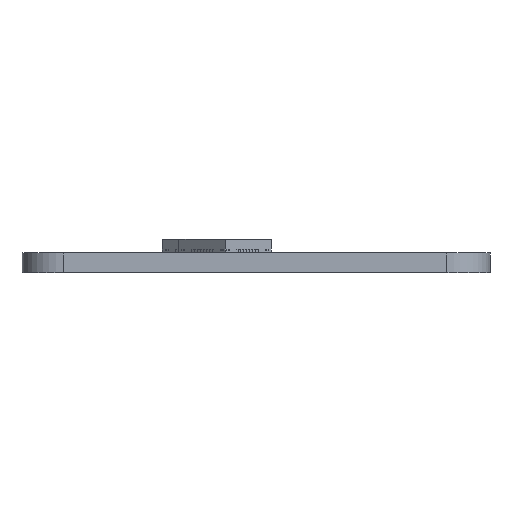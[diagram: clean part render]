
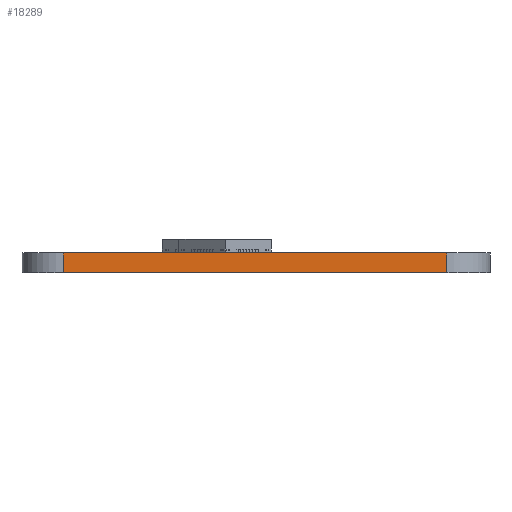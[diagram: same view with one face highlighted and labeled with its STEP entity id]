
A CAD part, front view. The second image highlights one B-rep face of the part: STEP entity #18289.
In plain terms, the highlighted planar face has unit normal (0.001, -1, 0).
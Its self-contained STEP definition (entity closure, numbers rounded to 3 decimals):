
#14242 = PLANE('',#14243);
#14243 = AXIS2_PLACEMENT_3D('',#14244,#14245,#14246);
#14244 = CARTESIAN_POINT('',(173.038,-133.407,1.2));
#14245 = DIRECTION('',(-0.,-0.,-1.));
#14246 = DIRECTION('',(-1.,0.,0.));
#14270 = CYLINDRICAL_SURFACE('',#14271,2.544);
#14271 = AXIS2_PLACEMENT_3D('',#14272,#14273,#14274);
#14272 = CARTESIAN_POINT('',(184.892,-156.828,0.));
#14273 = DIRECTION('',(-0.,-0.,-1.));
#14274 = DIRECTION('',(1.,0.,-0.));
#14296 = PLANE('',#14297);
#14297 = AXIS2_PLACEMENT_3D('',#14298,#14299,#14300);
#14298 = CARTESIAN_POINT('',(173.038,-133.407,0.));
#14299 = DIRECTION('',(-0.,-0.,-1.));
#14300 = DIRECTION('',(-1.,0.,0.));
#14397 = EDGE_CURVE('',#14398,#14400,#14402,.T.);
#14398 = VERTEX_POINT('',#14399);
#14399 = CARTESIAN_POINT('',(184.785,-159.37,0.));
#14400 = VERTEX_POINT('',#14401);
#14401 = CARTESIAN_POINT('',(184.785,-159.37,1.2));
#14402 = SURFACE_CURVE('',#14403,(#14407,#14414),.PCURVE_S1.);
#14403 = LINE('',#14404,#14405);
#14404 = CARTESIAN_POINT('',(184.785,-159.37,0.));
#14405 = VECTOR('',#14406,1.);
#14406 = DIRECTION('',(0.,0.,1.));
#14407 = PCURVE('',#14270,#14408);
#14408 = DEFINITIONAL_REPRESENTATION('',(#14409),#14413);
#14409 = LINE('',#14410,#14411);
#14410 = CARTESIAN_POINT('',(-4.67,0.));
#14411 = VECTOR('',#14412,1.);
#14412 = DIRECTION('',(-0.,-1.));
#14413 = ( GEOMETRIC_REPRESENTATION_CONTEXT(2) 
PARAMETRIC_REPRESENTATION_CONTEXT() REPRESENTATION_CONTEXT('2D SPACE',''
  ) );
#14414 = PCURVE('',#14415,#14420);
#14415 = PLANE('',#14416);
#14416 = AXIS2_PLACEMENT_3D('',#14417,#14418,#14419);
#14417 = CARTESIAN_POINT('',(184.785,-159.37,0.));
#14418 = DIRECTION('',(0.001,-1.,0.));
#14419 = DIRECTION('',(-1.,-0.001,0.));
#14420 = DEFINITIONAL_REPRESENTATION('',(#14421),#14425);
#14421 = LINE('',#14422,#14423);
#14422 = CARTESIAN_POINT('',(0.,0.));
#14423 = VECTOR('',#14424,1.);
#14424 = DIRECTION('',(0.,-1.));
#14425 = ( GEOMETRIC_REPRESENTATION_CONTEXT(2) 
PARAMETRIC_REPRESENTATION_CONTEXT() REPRESENTATION_CONTEXT('2D SPACE',''
  ) );
#14485 = EDGE_CURVE('',#14398,#14486,#14488,.T.);
#14486 = VERTEX_POINT('',#14487);
#14487 = CARTESIAN_POINT('',(161.29,-159.385,0.));
#14488 = SURFACE_CURVE('',#14489,(#14493,#14500),.PCURVE_S1.);
#14489 = LINE('',#14490,#14491);
#14490 = CARTESIAN_POINT('',(184.785,-159.37,0.));
#14491 = VECTOR('',#14492,1.);
#14492 = DIRECTION('',(-1.,-0.001,0.));
#14493 = PCURVE('',#14296,#14494);
#14494 = DEFINITIONAL_REPRESENTATION('',(#14495),#14499);
#14495 = LINE('',#14496,#14497);
#14496 = CARTESIAN_POINT('',(-11.747,-25.963));
#14497 = VECTOR('',#14498,1.);
#14498 = DIRECTION('',(1.,-0.001));
#14499 = ( GEOMETRIC_REPRESENTATION_CONTEXT(2) 
PARAMETRIC_REPRESENTATION_CONTEXT() REPRESENTATION_CONTEXT('2D SPACE',''
  ) );
#14500 = PCURVE('',#14415,#14501);
#14501 = DEFINITIONAL_REPRESENTATION('',(#14502),#14506);
#14502 = LINE('',#14503,#14504);
#14503 = CARTESIAN_POINT('',(0.,0.));
#14504 = VECTOR('',#14505,1.);
#14505 = DIRECTION('',(1.,0.));
#14506 = ( GEOMETRIC_REPRESENTATION_CONTEXT(2) 
PARAMETRIC_REPRESENTATION_CONTEXT() REPRESENTATION_CONTEXT('2D SPACE',''
  ) );
#14529 = CYLINDRICAL_SURFACE('',#14530,2.54);
#14530 = AXIS2_PLACEMENT_3D('',#14531,#14532,#14533);
#14531 = CARTESIAN_POINT('',(161.29,-156.845,0.));
#14532 = DIRECTION('',(-0.,-0.,-1.));
#14533 = DIRECTION('',(1.,0.,-0.));
#16519 = EDGE_CURVE('',#14400,#16520,#16522,.T.);
#16520 = VERTEX_POINT('',#16521);
#16521 = CARTESIAN_POINT('',(161.29,-159.385,1.2));
#16522 = SURFACE_CURVE('',#16523,(#16527,#16534),.PCURVE_S1.);
#16523 = LINE('',#16524,#16525);
#16524 = CARTESIAN_POINT('',(184.785,-159.37,1.2));
#16525 = VECTOR('',#16526,1.);
#16526 = DIRECTION('',(-1.,-0.001,0.));
#16527 = PCURVE('',#14242,#16528);
#16528 = DEFINITIONAL_REPRESENTATION('',(#16529),#16533);
#16529 = LINE('',#16530,#16531);
#16530 = CARTESIAN_POINT('',(-11.747,-25.963));
#16531 = VECTOR('',#16532,1.);
#16532 = DIRECTION('',(1.,-0.001));
#16533 = ( GEOMETRIC_REPRESENTATION_CONTEXT(2) 
PARAMETRIC_REPRESENTATION_CONTEXT() REPRESENTATION_CONTEXT('2D SPACE',''
  ) );
#16534 = PCURVE('',#14415,#16535);
#16535 = DEFINITIONAL_REPRESENTATION('',(#16536),#16540);
#16536 = LINE('',#16537,#16538);
#16537 = CARTESIAN_POINT('',(0.,-1.2));
#16538 = VECTOR('',#16539,1.);
#16539 = DIRECTION('',(1.,0.));
#16540 = ( GEOMETRIC_REPRESENTATION_CONTEXT(2) 
PARAMETRIC_REPRESENTATION_CONTEXT() REPRESENTATION_CONTEXT('2D SPACE',''
  ) );
#18289 = ADVANCED_FACE('',(#18290),#14415,.T.);
#18290 = FACE_BOUND('',#18291,.T.);
#18291 = EDGE_LOOP('',(#18292,#18293,#18294,#18315));
#18292 = ORIENTED_EDGE('',*,*,#14397,.T.);
#18293 = ORIENTED_EDGE('',*,*,#16519,.T.);
#18294 = ORIENTED_EDGE('',*,*,#18295,.F.);
#18295 = EDGE_CURVE('',#14486,#16520,#18296,.T.);
#18296 = SURFACE_CURVE('',#18297,(#18301,#18308),.PCURVE_S1.);
#18297 = LINE('',#18298,#18299);
#18298 = CARTESIAN_POINT('',(161.29,-159.385,0.));
#18299 = VECTOR('',#18300,1.);
#18300 = DIRECTION('',(0.,0.,1.));
#18301 = PCURVE('',#14415,#18302);
#18302 = DEFINITIONAL_REPRESENTATION('',(#18303),#18307);
#18303 = LINE('',#18304,#18305);
#18304 = CARTESIAN_POINT('',(23.495,0.));
#18305 = VECTOR('',#18306,1.);
#18306 = DIRECTION('',(0.,-1.));
#18307 = ( GEOMETRIC_REPRESENTATION_CONTEXT(2) 
PARAMETRIC_REPRESENTATION_CONTEXT() REPRESENTATION_CONTEXT('2D SPACE',''
  ) );
#18308 = PCURVE('',#14529,#18309);
#18309 = DEFINITIONAL_REPRESENTATION('',(#18310),#18314);
#18310 = LINE('',#18311,#18312);
#18311 = CARTESIAN_POINT('',(-4.712,0.));
#18312 = VECTOR('',#18313,1.);
#18313 = DIRECTION('',(-0.,-1.));
#18314 = ( GEOMETRIC_REPRESENTATION_CONTEXT(2) 
PARAMETRIC_REPRESENTATION_CONTEXT() REPRESENTATION_CONTEXT('2D SPACE',''
  ) );
#18315 = ORIENTED_EDGE('',*,*,#14485,.F.);
